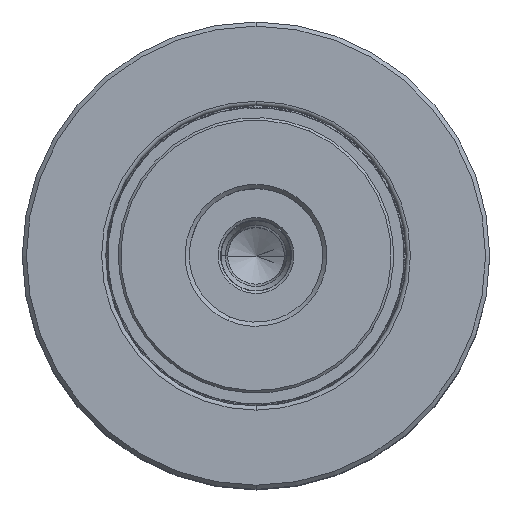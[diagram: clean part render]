
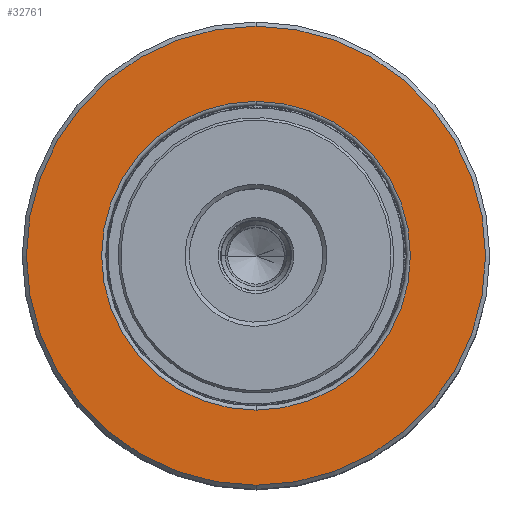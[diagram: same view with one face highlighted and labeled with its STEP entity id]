
A CAD part, top view. The second image highlights one B-rep face of the part: STEP entity #32761.
In plain terms, the highlighted face is planar.
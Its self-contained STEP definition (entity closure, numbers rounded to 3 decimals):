
#305 = DIRECTION ( 'NONE',  ( 0., 0., -1. ) ) ;
#1306 = CARTESIAN_POINT ( 'NONE',  ( 0., 33.687, 0. ) ) ;
#1441 = DIRECTION ( 'NONE',  ( 0., 0., 1. ) ) ;
#2562 = CARTESIAN_POINT ( 'NONE',  ( 0., 33.687, 18.5 ) ) ;
#9603 = DIRECTION ( 'NONE',  ( 0., -1., 0. ) ) ;
#10902 = AXIS2_PLACEMENT_3D ( 'NONE', #11628, #40602, #48875 ) ;
#11628 = CARTESIAN_POINT ( 'NONE',  ( 0., 33.687, 0. ) ) ;
#11632 = EDGE_LOOP ( 'NONE', ( #16747, #27479 ) ) ;
#13760 = DIRECTION ( 'NONE',  ( 0., 0., -1. ) ) ;
#13892 = PLANE ( 'NONE',  #37670 ) ;
#14640 = CIRCLE ( 'NONE', #21446, 18.5 ) ;
#16073 = FACE_OUTER_BOUND ( 'NONE', #11632, .T. ) ;
#16564 = CIRCLE ( 'NONE', #10902, 27.5 ) ;
#16747 = ORIENTED_EDGE ( 'NONE', *, *, #27619, .F. ) ;
#17871 = DIRECTION ( 'NONE',  ( 0., 1., 0. ) ) ;
#18482 = CARTESIAN_POINT ( 'NONE',  ( 0., 33.687, 27.5 ) ) ;
#18896 = EDGE_CURVE ( 'NONE', #52266, #42911, #32985, .T. ) ;
#21446 = AXIS2_PLACEMENT_3D ( 'NONE', #45684, #25094, #305 ) ;
#22006 = VERTEX_POINT ( 'NONE', #2562 ) ;
#25094 = DIRECTION ( 'NONE',  ( 0., -1., 0. ) ) ;
#26292 = DIRECTION ( 'NONE',  ( 0., -1., 0. ) ) ;
#26570 = CARTESIAN_POINT ( 'NONE',  ( 27.5, 33.687, 0. ) ) ;
#27277 = ORIENTED_EDGE ( 'NONE', *, *, #27890, .T. ) ;
#27479 = ORIENTED_EDGE ( 'NONE', *, *, #18896, .F. ) ;
#27619 = EDGE_CURVE ( 'NONE', #42911, #52266, #16564, .T. ) ;
#27890 = EDGE_CURVE ( 'NONE', #47149, #22006, #45662, .T. ) ;
#32761 = ADVANCED_FACE ( 'NONE', ( #32905, #16073 ), #13892, .T. ) ;
#32905 = FACE_BOUND ( 'NONE', #51553, .T. ) ;
#32941 = CARTESIAN_POINT ( 'NONE',  ( 0., 33.687, -27.5 ) ) ;
#32985 = CIRCLE ( 'NONE', #50986, 27.5 ) ;
#36565 = AXIS2_PLACEMENT_3D ( 'NONE', #1306, #9603, #13760 ) ;
#37114 = CARTESIAN_POINT ( 'NONE',  ( 0., 33.687, -18.5 ) ) ;
#37670 = AXIS2_PLACEMENT_3D ( 'NONE', #26570, #17871, #1441 ) ;
#38595 = DIRECTION ( 'NONE',  ( 0., 0., -1. ) ) ;
#38772 = EDGE_CURVE ( 'NONE', #22006, #47149, #14640, .T. ) ;
#40602 = DIRECTION ( 'NONE',  ( 0., -1., 0. ) ) ;
#42911 = VERTEX_POINT ( 'NONE', #32941 ) ;
#44203 = ORIENTED_EDGE ( 'NONE', *, *, #38772, .T. ) ;
#45662 = CIRCLE ( 'NONE', #36565, 18.5 ) ;
#45684 = CARTESIAN_POINT ( 'NONE',  ( 0., 33.687, 0. ) ) ;
#46901 = CARTESIAN_POINT ( 'NONE',  ( 0., 33.687, 0. ) ) ;
#47149 = VERTEX_POINT ( 'NONE', #37114 ) ;
#48875 = DIRECTION ( 'NONE',  ( 0., 0., -1. ) ) ;
#50986 = AXIS2_PLACEMENT_3D ( 'NONE', #46901, #26292, #38595 ) ;
#51553 = EDGE_LOOP ( 'NONE', ( #27277, #44203 ) ) ;
#52266 = VERTEX_POINT ( 'NONE', #18482 ) ;
